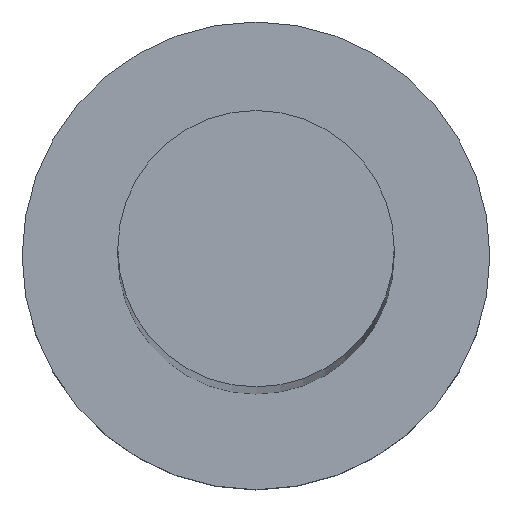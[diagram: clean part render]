
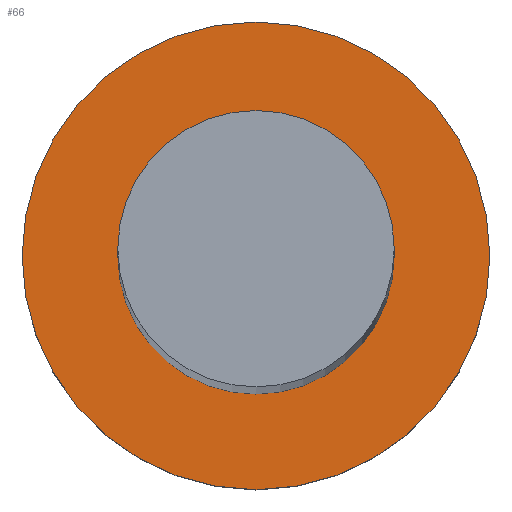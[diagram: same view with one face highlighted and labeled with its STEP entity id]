
A CAD part, top view. The second image highlights one B-rep face of the part: STEP entity #66.
In plain terms, the highlighted planar face has unit normal (0, 0, 1).
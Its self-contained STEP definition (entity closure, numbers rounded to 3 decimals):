
#20 = ORIENTED_EDGE ( 'NONE', *, *, #142, .F. ) ;
#21 = CARTESIAN_POINT ( 'NONE',  ( 0., 0., 7. ) ) ;
#28 = VERTEX_POINT ( 'NONE', #168 ) ;
#29 = CARTESIAN_POINT ( 'NONE',  ( 6.5, 0., 7. ) ) ;
#38 = PLANE ( 'NONE',  #68 ) ;
#39 = VERTEX_POINT ( 'NONE', #108 ) ;
#66 = ADVANCED_FACE ( 'NONE', ( #233, #208 ), #38, .T. ) ;
#68 = AXIS2_PLACEMENT_3D ( 'NONE', #120, #85, #107 ) ;
#74 = EDGE_LOOP ( 'NONE', ( #20, #112 ) ) ;
#75 = DIRECTION ( 'NONE',  ( 0., 0., 1. ) ) ;
#79 = VERTEX_POINT ( 'NONE', #167 ) ;
#80 = CIRCLE ( 'NONE', #133, 11. ) ;
#82 = AXIS2_PLACEMENT_3D ( 'NONE', #21, #220, #200 ) ;
#85 = DIRECTION ( 'NONE',  ( 0., 0., 1. ) ) ;
#88 = ORIENTED_EDGE ( 'NONE', *, *, #231, .T. ) ;
#99 = AXIS2_PLACEMENT_3D ( 'NONE', #238, #75, #150 ) ;
#103 = EDGE_LOOP ( 'NONE', ( #105, #88 ) ) ;
#105 = ORIENTED_EDGE ( 'NONE', *, *, #236, .T. ) ;
#107 = DIRECTION ( 'NONE',  ( 1., 0., 0. ) ) ;
#108 = CARTESIAN_POINT ( 'NONE',  ( -11., 0., 7. ) ) ;
#110 = DIRECTION ( 'NONE',  ( 0., 0., 1. ) ) ;
#111 = DIRECTION ( 'NONE',  ( 0., 0., 1. ) ) ;
#112 = ORIENTED_EDGE ( 'NONE', *, *, #173, .F. ) ;
#120 = CARTESIAN_POINT ( 'NONE',  ( 0., 0., 7. ) ) ;
#121 = AXIS2_PLACEMENT_3D ( 'NONE', #201, #111, #160 ) ;
#133 = AXIS2_PLACEMENT_3D ( 'NONE', #139, #110, #163 ) ;
#139 = CARTESIAN_POINT ( 'NONE',  ( 0., 0., 7. ) ) ;
#142 = EDGE_CURVE ( 'NONE', #28, #195, #226, .T. ) ;
#150 = DIRECTION ( 'NONE',  ( 1., 0., 0. ) ) ;
#160 = DIRECTION ( 'NONE',  ( 1., 0., 0. ) ) ;
#163 = DIRECTION ( 'NONE',  ( 1., 0., 0. ) ) ;
#167 = CARTESIAN_POINT ( 'NONE',  ( 11., 0., 7. ) ) ;
#168 = CARTESIAN_POINT ( 'NONE',  ( -6.5, 0., 7. ) ) ;
#173 = EDGE_CURVE ( 'NONE', #195, #28, #242, .T. ) ;
#195 = VERTEX_POINT ( 'NONE', #29 ) ;
#200 = DIRECTION ( 'NONE',  ( 1., 0., 0. ) ) ;
#201 = CARTESIAN_POINT ( 'NONE',  ( 0., 0., 7. ) ) ;
#208 = FACE_OUTER_BOUND ( 'NONE', #103, .T. ) ;
#220 = DIRECTION ( 'NONE',  ( 0., 0., 1. ) ) ;
#222 = CIRCLE ( 'NONE', #99, 11. ) ;
#226 = CIRCLE ( 'NONE', #121, 6.5 ) ;
#231 = EDGE_CURVE ( 'NONE', #79, #39, #80, .T. ) ;
#233 = FACE_BOUND ( 'NONE', #74, .T. ) ;
#236 = EDGE_CURVE ( 'NONE', #39, #79, #222, .T. ) ;
#238 = CARTESIAN_POINT ( 'NONE',  ( 0., 0., 7. ) ) ;
#242 = CIRCLE ( 'NONE', #82, 6.5 ) ;
